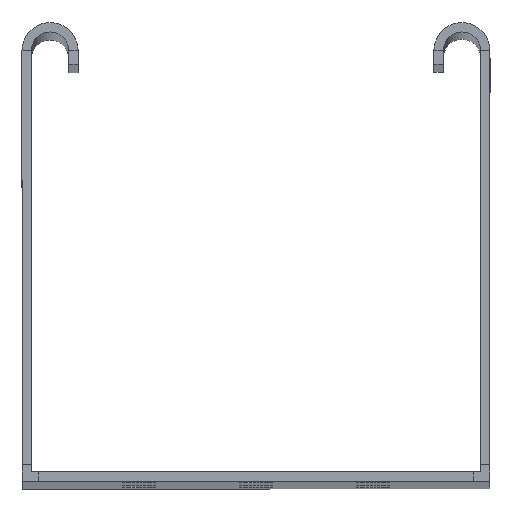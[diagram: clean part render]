
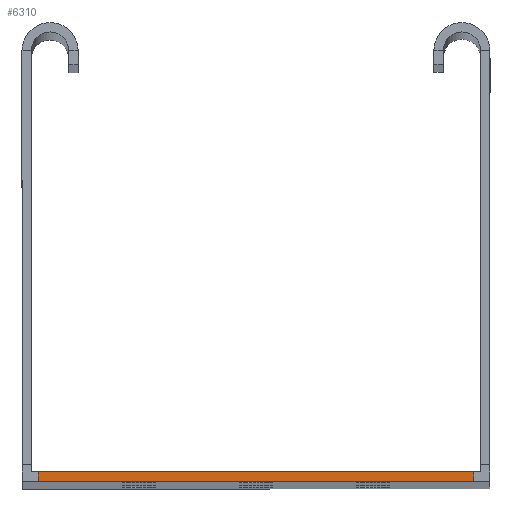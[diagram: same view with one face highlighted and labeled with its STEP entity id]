
A CAD part, top view. The second image highlights one B-rep face of the part: STEP entity #6310.
In plain terms, the highlighted planar face has unit normal (0, 0, 1).
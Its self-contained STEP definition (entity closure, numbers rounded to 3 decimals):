
#109 = PLANE ( 'NONE',  #2676 ) ;
#141 = DIRECTION ( 'NONE',  ( 0., 0., 1. ) ) ;
#149 = VECTOR ( 'NONE', #634, 1000. ) ;
#324 = DIRECTION ( 'NONE',  ( 1., 0., 0. ) ) ;
#468 = ORIENTED_EDGE ( 'NONE', *, *, #723, .T. ) ;
#634 = DIRECTION ( 'NONE',  ( 0., 1., 0. ) ) ;
#723 = EDGE_CURVE ( 'NONE', #5788, #4967, #5748, .T. ) ;
#745 = VECTOR ( 'NONE', #1634, 1000. ) ;
#1114 = VERTEX_POINT ( 'NONE', #3815 ) ;
#1603 = ORIENTED_EDGE ( 'NONE', *, *, #3932, .T. ) ;
#1634 = DIRECTION ( 'NONE',  ( 1., 0., 0. ) ) ;
#1866 = LINE ( 'NONE', #5770, #5378 ) ;
#1922 = ORIENTED_EDGE ( 'NONE', *, *, #7077, .F. ) ;
#1996 = DIRECTION ( 'NONE',  ( 0., -1., 0. ) ) ;
#2305 = LINE ( 'NONE', #5425, #745 ) ;
#2318 = CARTESIAN_POINT ( 'NONE',  ( -50., 1.5, 1000. ) ) ;
#2676 = AXIS2_PLACEMENT_3D ( 'NONE', #2318, #141, #5643 ) ;
#3350 = EDGE_LOOP ( 'NONE', ( #1922, #1603, #3856, #468 ) ) ;
#3668 = LINE ( 'NONE', #5263, #4714 ) ;
#3815 = CARTESIAN_POINT ( 'NONE',  ( -46.5, -2., 1000. ) ) ;
#3856 = ORIENTED_EDGE ( 'NONE', *, *, #6645, .T. ) ;
#3932 = EDGE_CURVE ( 'NONE', #4485, #1114, #3668, .T. ) ;
#4075 = CARTESIAN_POINT ( 'NONE',  ( 46.5, -2., 1000. ) ) ;
#4485 = VERTEX_POINT ( 'NONE', #5698 ) ;
#4714 = VECTOR ( 'NONE', #1996, 1000. ) ;
#4967 = VERTEX_POINT ( 'NONE', #6619 ) ;
#4979 = CARTESIAN_POINT ( 'NONE',  ( 46.5, -2., 1000. ) ) ;
#5263 = CARTESIAN_POINT ( 'NONE',  ( -46.5, 0., 1000. ) ) ;
#5378 = VECTOR ( 'NONE', #324, 1000. ) ;
#5425 = CARTESIAN_POINT ( 'NONE',  ( -48., -2., 1000. ) ) ;
#5643 = DIRECTION ( 'NONE',  ( 1., 0., 0. ) ) ;
#5698 = CARTESIAN_POINT ( 'NONE',  ( -46.5, 0., 1000. ) ) ;
#5748 = LINE ( 'NONE', #4979, #149 ) ;
#5770 = CARTESIAN_POINT ( 'NONE',  ( -48., 0., 1000. ) ) ;
#5788 = VERTEX_POINT ( 'NONE', #4075 ) ;
#5833 = FACE_OUTER_BOUND ( 'NONE', #3350, .T. ) ;
#6310 = ADVANCED_FACE ( 'NONE', ( #5833 ), #109, .T. ) ;
#6619 = CARTESIAN_POINT ( 'NONE',  ( 46.5, 0., 1000. ) ) ;
#6645 = EDGE_CURVE ( 'NONE', #1114, #5788, #2305, .T. ) ;
#7077 = EDGE_CURVE ( 'NONE', #4485, #4967, #1866, .T. ) ;
